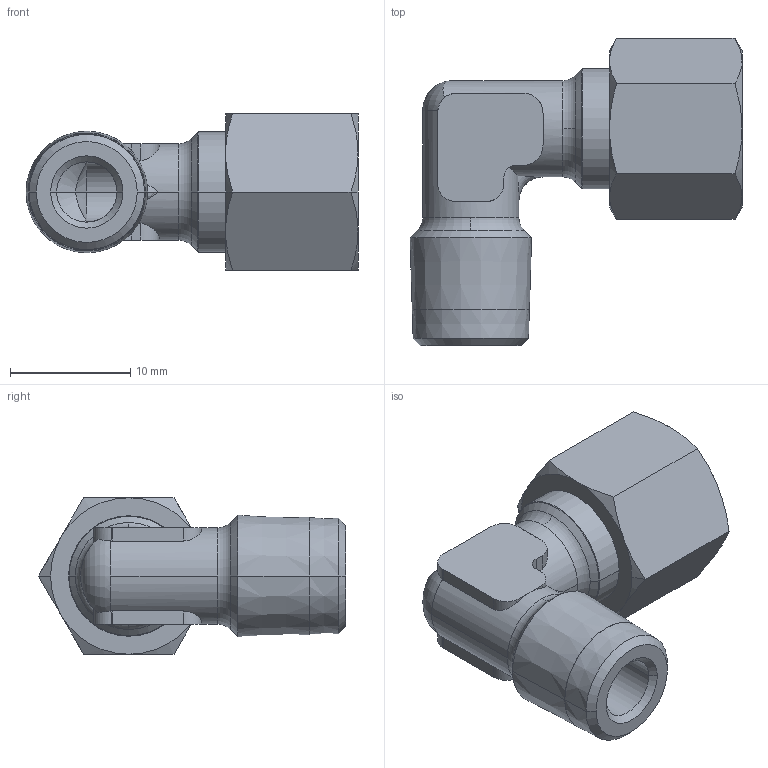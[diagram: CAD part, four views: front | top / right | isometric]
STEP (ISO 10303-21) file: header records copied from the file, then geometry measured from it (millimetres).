
FILE_DESCRIPTION(('STEP AP214'),'1');
FILE_NAME('0109_06_10.stp','2016-07-07T14:32:11',('TraceParts'),('TraceParts S.A.'),'Spatial InterOp 3D',' ',' ');
FILE_SCHEMA(('automotive_design'));
Length unit declared in the file: millimetre
Products named in the file (1): 1
Bounding box: 27.57 x 25.51 x 13 mm (x, y, z)
Volume: 2564.9 mm3; surface area: 2287 mm2
Topology: 1 solids, 1 shells, 112 faces, 282 edges, 176 vertices
Faces by surface type: plane 46, cone 36, cylinder 23, torus 7
Entity records: 3657 total; most frequent: CARTESIAN_POINT 979, DIRECTION 574, ORIENTED_EDGE 564, EDGE_CURVE 282, AXIS2_PLACEMENT_3D 229, VERTEX_POINT 176, EDGE_LOOP 118, LINE 116
